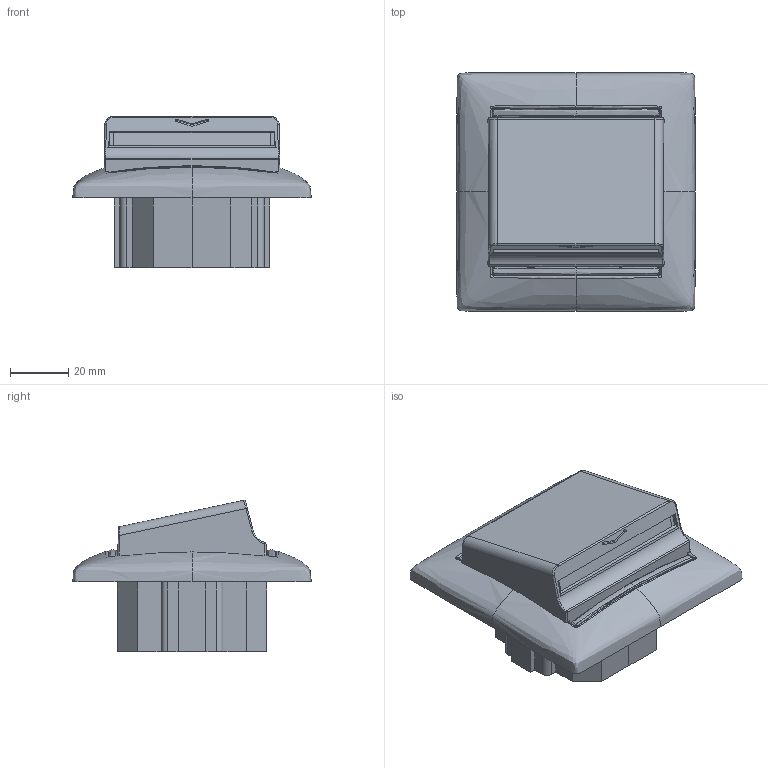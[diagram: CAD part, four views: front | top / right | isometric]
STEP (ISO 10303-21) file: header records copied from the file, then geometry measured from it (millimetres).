
FILE_DESCRIPTION(('STEP AP203'), '1');
FILE_NAME('774234', '2025-05-30T09:03:48', ('lkeadmin'), ('DC1INFRASCCM01'), 'C3D Converter', 'C3D Toolkit', '');
FILE_SCHEMA(('CONFIG_CONTROL_DESIGN'));
Length unit declared in the file: millimetre
Products named in the file (1): БЕИВ.647176.003
Bounding box: 82 x 82 x 52.07 mm (x, y, z)
Volume: 148360.7 mm3; surface area: 27390.2 mm2
Topology: 1 solids, 3 shells, 455 faces, 1168 edges, 683 vertices
Faces by surface type: bspline 277, plane 112, cylinder 34, sphere 16, extrusion 16
Entity records: 44999 total; most frequent: CARTESIAN_POINT 36745, ORIENTED_EDGE 2280, EDGE_CURVE 1140, B_SPLINE_CURVE_WITH_KNOTS 843, DIRECTION 691, VERTEX_POINT 683, FACE_BOUND 457, EDGE_LOOP 457
